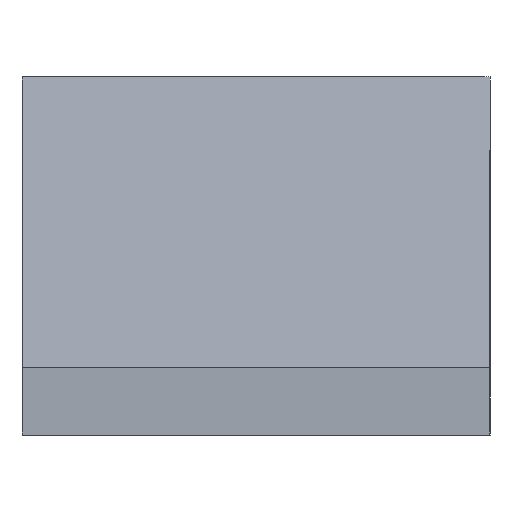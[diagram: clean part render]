
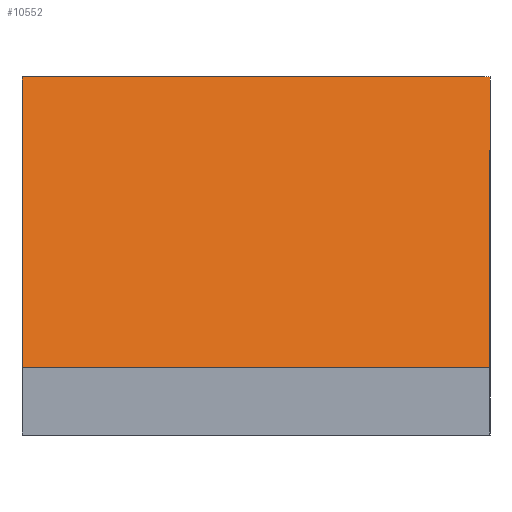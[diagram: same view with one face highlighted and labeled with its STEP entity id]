
A CAD part, left-side view. The second image highlights one B-rep face of the part: STEP entity #10552.
In plain terms, the highlighted planar face has unit normal (-0.975, 0, 0.222).
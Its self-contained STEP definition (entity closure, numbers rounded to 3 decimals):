
#832=PLANE('',#11618);
#1399=FACE_OUTER_BOUND('',#2130,.T.);
#2130=EDGE_LOOP('',(#9628,#9629,#9630,#9631));
#3129=LINE('',#18346,#4120);
#3130=LINE('',#18348,#4121);
#3131=LINE('',#18350,#4122);
#3132=LINE('',#18351,#4123);
#4120=VECTOR('',#14458,10.);
#4121=VECTOR('',#14459,10.);
#4122=VECTOR('',#14460,10.);
#4123=VECTOR('',#14461,10.);
#5463=VERTEX_POINT('',#18344);
#5464=VERTEX_POINT('',#18345);
#5465=VERTEX_POINT('',#18347);
#5466=VERTEX_POINT('',#18349);
#6863=EDGE_CURVE('',#5463,#5464,#3129,.T.);
#6864=EDGE_CURVE('',#5465,#5463,#3130,.T.);
#6865=EDGE_CURVE('',#5466,#5465,#3131,.T.);
#6866=EDGE_CURVE('',#5464,#5466,#3132,.T.);
#9628=ORIENTED_EDGE('',*,*,#6863,.F.);
#9629=ORIENTED_EDGE('',*,*,#6864,.F.);
#9630=ORIENTED_EDGE('',*,*,#6865,.F.);
#9631=ORIENTED_EDGE('',*,*,#6866,.F.);
#10552=ADVANCED_FACE('',(#1399),#832,.F.);
#11618=AXIS2_PLACEMENT_3D('',#18343,#14456,#14457);
#14456=DIRECTION('center_axis',(0.975,0.,-0.221));
#14457=DIRECTION('ref_axis',(-0.221,0.,-0.975));
#14458=DIRECTION('',(-0.221,0.,-0.975));
#14459=DIRECTION('',(0.,-1.,0.));
#14460=DIRECTION('',(0.221,0.,0.975));
#14461=DIRECTION('',(0.,1.,0.));
#18343=CARTESIAN_POINT('Origin',(-54.55,-41.275,63.15));
#18344=CARTESIAN_POINT('',(-54.55,-41.275,63.15));
#18345=CARTESIAN_POINT('',(-66.2,-41.275,11.85));
#18346=CARTESIAN_POINT('',(-61.9,-41.275,30.786));
#18347=CARTESIAN_POINT('',(-54.55,41.275,63.15));
#18348=CARTESIAN_POINT('',(-54.55,-20.638,63.15));
#18349=CARTESIAN_POINT('',(-66.2,41.275,11.85));
#18350=CARTESIAN_POINT('',(-58.163,41.275,47.242));
#18351=CARTESIAN_POINT('',(-66.2,0.,11.85));
